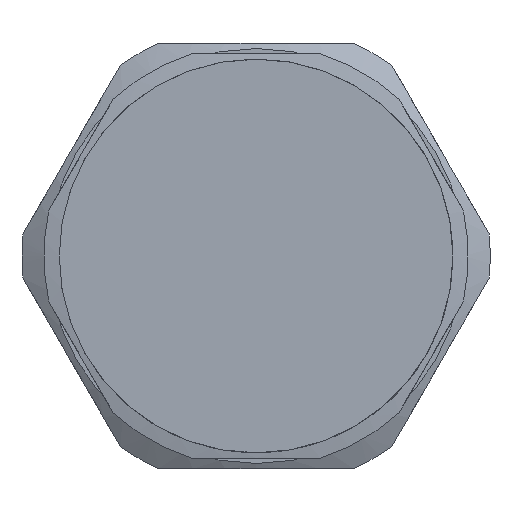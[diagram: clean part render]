
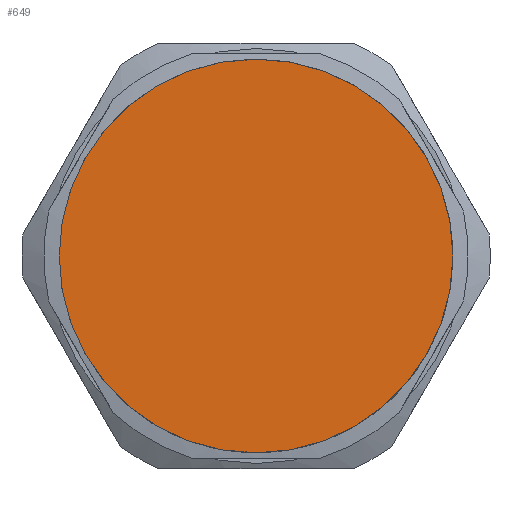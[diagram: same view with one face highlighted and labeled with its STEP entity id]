
A CAD part, front view. The second image highlights one B-rep face of the part: STEP entity #649.
In plain terms, the highlighted planar face has unit normal (0, -1, 0).
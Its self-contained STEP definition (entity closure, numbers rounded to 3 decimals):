
#135=FACE_OUTER_BOUND('',#176,.T.);
#176=EDGE_LOOP('',(#418));
#232=CIRCLE('',#693,9.25);
#270=VERTEX_POINT('',#969);
#332=EDGE_CURVE('',#270,#270,#232,.T.);
#418=ORIENTED_EDGE('',*,*,#332,.T.);
#590=PLANE('',#692);
#649=ADVANCED_FACE('',(#135),#590,.T.);
#692=AXIS2_PLACEMENT_3D('',#968,#775,#776);
#693=AXIS2_PLACEMENT_3D('',#970,#777,#778);
#775=DIRECTION('center_axis',(0.,-1.,0.));
#776=DIRECTION('ref_axis',(0.,0.,-1.));
#777=DIRECTION('center_axis',(0.,-1.,0.));
#778=DIRECTION('ref_axis',(1.,0.,0.));
#968=CARTESIAN_POINT('Origin',(0.,-4.15,0.));
#969=CARTESIAN_POINT('',(-9.25,-4.15,0.));
#970=CARTESIAN_POINT('Origin',(0.,-4.15,0.));
